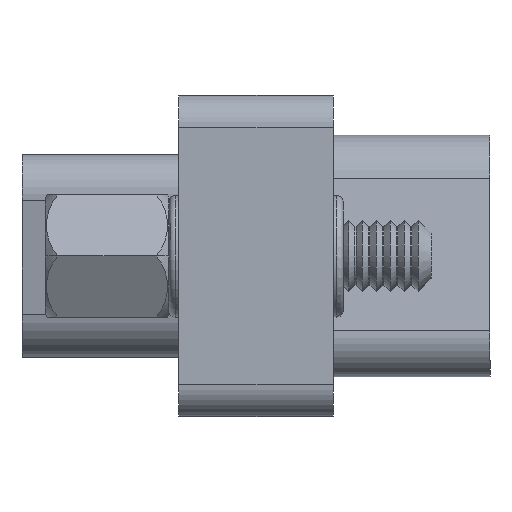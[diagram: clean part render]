
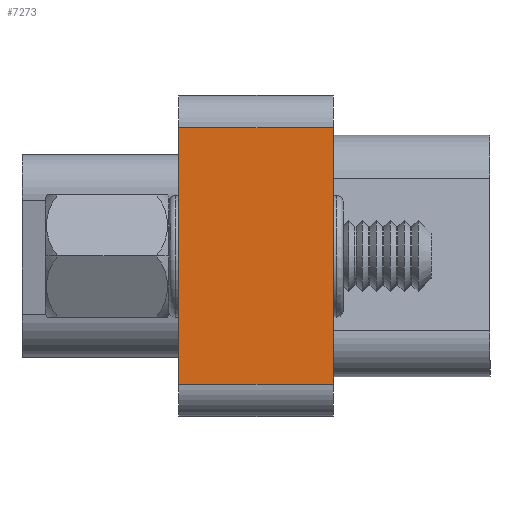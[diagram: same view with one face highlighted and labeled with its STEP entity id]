
A CAD part, left-side view. The second image highlights one B-rep face of the part: STEP entity #7273.
In plain terms, the highlighted planar face has unit normal (-1, 0, 0).
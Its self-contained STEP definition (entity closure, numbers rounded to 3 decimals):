
#1908 = ORIENTED_EDGE ( 'NONE', *, *, #15148, .T. ) ;
#2653 = VERTEX_POINT ( 'NONE', #25326 ) ;
#2777 = EDGE_CURVE ( 'NONE', #18173, #3017, #23605, .T. ) ;
#3017 = VERTEX_POINT ( 'NONE', #4045 ) ;
#3790 = VECTOR ( 'NONE', #18227, 1000. ) ;
#4045 = CARTESIAN_POINT ( 'NONE',  ( -15.5, 3., 4.98 ) ) ;
#4990 = CARTESIAN_POINT ( 'NONE',  ( -15.5, 3., -4.98 ) ) ;
#5232 = CARTESIAN_POINT ( 'NONE',  ( -15.5, 3., 4.98 ) ) ;
#5269 = VECTOR ( 'NONE', #23635, 1000. ) ;
#6927 = ORIENTED_EDGE ( 'NONE', *, *, #9437, .T. ) ;
#7273 = ADVANCED_FACE ( 'NONE', ( #33649 ), #26188, .F. ) ;
#8440 = ORIENTED_EDGE ( 'NONE', *, *, #2777, .F. ) ;
#9437 = EDGE_CURVE ( 'NONE', #18173, #2653, #9945, .T. ) ;
#9626 = VECTOR ( 'NONE', #26283, 1000. ) ;
#9945 = LINE ( 'NONE', #18407, #3790 ) ;
#10571 = CARTESIAN_POINT ( 'NONE',  ( -15.5, -3., 6.25 ) ) ;
#10847 = ORIENTED_EDGE ( 'NONE', *, *, #19303, .T. ) ;
#11433 = LINE ( 'NONE', #5232, #5269 ) ;
#15148 = EDGE_CURVE ( 'NONE', #2653, #30617, #16624, .T. ) ;
#16365 = EDGE_LOOP ( 'NONE', ( #1908, #10847, #8440, #6927 ) ) ;
#16624 = LINE ( 'NONE', #10571, #9626 ) ;
#18173 = VERTEX_POINT ( 'NONE', #4990 ) ;
#18227 = DIRECTION ( 'NONE',  ( 0., -1., 0. ) ) ;
#18407 = CARTESIAN_POINT ( 'NONE',  ( -15.5, 3., -4.98 ) ) ;
#19303 = EDGE_CURVE ( 'NONE', #30617, #3017, #11433, .T. ) ;
#20218 = DIRECTION ( 'NONE',  ( 0., 0., 1. ) ) ;
#21686 = CARTESIAN_POINT ( 'NONE',  ( -15.5, 3., 6.25 ) ) ;
#22785 = VECTOR ( 'NONE', #20218, 1000. ) ;
#23605 = LINE ( 'NONE', #21686, #22785 ) ;
#23635 = DIRECTION ( 'NONE',  ( 0., 1., 0. ) ) ;
#25326 = CARTESIAN_POINT ( 'NONE',  ( -15.5, -3., -4.98 ) ) ;
#25734 = DIRECTION ( 'NONE',  ( 0., 0., -1. ) ) ;
#26042 = DIRECTION ( 'NONE',  ( 1., 0., 0. ) ) ;
#26188 = PLANE ( 'NONE',  #33520 ) ;
#26283 = DIRECTION ( 'NONE',  ( 0., 0., 1. ) ) ;
#28206 = CARTESIAN_POINT ( 'NONE',  ( -15.5, 3., 6.25 ) ) ;
#30617 = VERTEX_POINT ( 'NONE', #31934 ) ;
#31934 = CARTESIAN_POINT ( 'NONE',  ( -15.5, -3., 4.98 ) ) ;
#33520 = AXIS2_PLACEMENT_3D ( 'NONE', #28206, #26042, #25734 ) ;
#33649 = FACE_OUTER_BOUND ( 'NONE', #16365, .T. ) ;
